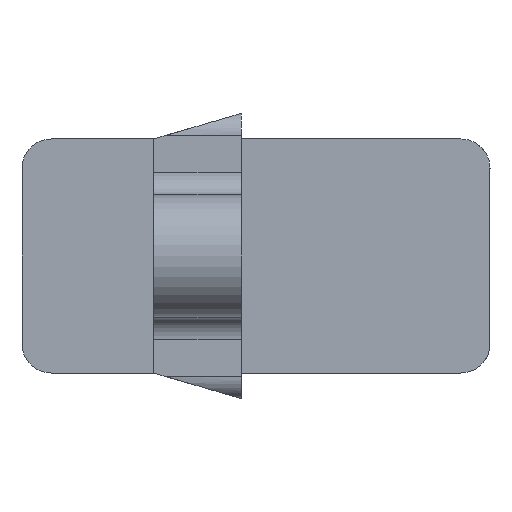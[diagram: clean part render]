
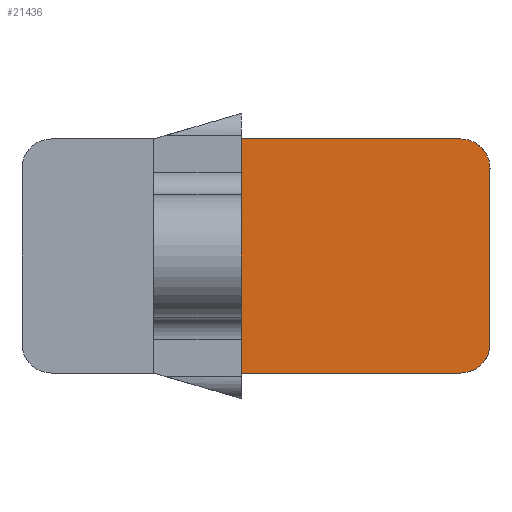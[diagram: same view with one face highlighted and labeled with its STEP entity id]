
A CAD part, left-side view. The second image highlights one B-rep face of the part: STEP entity #21436.
In plain terms, the highlighted planar face has unit normal (-1, 0, 0).
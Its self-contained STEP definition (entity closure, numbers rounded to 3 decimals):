
#5480=DIRECTION('',(0.,-1.,0.));
#5481=VECTOR('',#5480,15.);
#5482=CARTESIAN_POINT('',(-60.75,-3.,-8.));
#5483=LINE('',#5482,#5481);
#5484=DIRECTION('',(0.,0.,1.));
#5485=VECTOR('',#5484,16.);
#5486=CARTESIAN_POINT('',(-60.75,-3.,-8.));
#5487=LINE('',#5486,#5485);
#5488=DIRECTION('',(0.,-1.,0.));
#5489=VECTOR('',#5488,15.);
#5490=CARTESIAN_POINT('',(-60.75,-3.,8.));
#5491=LINE('',#5490,#5489);
#5492=CARTESIAN_POINT('',(-60.75,-18.,8.));
#5493=CARTESIAN_POINT('',(-60.75,-18.178,8.));
#5494=CARTESIAN_POINT('',(-60.75,-18.522,
7.954));
#5495=CARTESIAN_POINT('',(-60.75,-19.012,
7.752));
#5496=CARTESIAN_POINT('',(-60.75,-19.43,
7.43));
#5497=CARTESIAN_POINT('',(-60.75,-19.752,
7.014));
#5498=CARTESIAN_POINT('',(-60.75,-19.955,
6.515));
#5499=CARTESIAN_POINT('',(-60.75,-19.998,
6.192));
#5500=CARTESIAN_POINT('',(-60.75,-20.,
6.014));
#5502=CARTESIAN_POINT('',(-60.75,-18.,-6.));
#5503=DIRECTION('',(1.,0.,0.));
#5504=DIRECTION('',(0.,-1.,-0.01));
#5505=AXIS2_PLACEMENT_3D('',#5502,#5503,#5504);
#5567=DIRECTION('',(0.,0.,1.));
#5568=VECTOR('',#5567,12.035);
#5569=CARTESIAN_POINT('',(-60.75,-20.,
-6.021));
#5570=LINE('',#5569,#5568);
#10936=VERTEX_POINT('',#5492);
#10937=VERTEX_POINT('',#5500);
#10938=CARTESIAN_POINT('',(-60.75,-3.,8.));
#10939=VERTEX_POINT('',#10938);
#11056=CARTESIAN_POINT('',(-60.75,-3.,-8.));
#11057=CARTESIAN_POINT('',(-60.75,-18.,-8.));
#11058=VERTEX_POINT('',#11056);
#11059=VERTEX_POINT('',#11057);
#11060=CARTESIAN_POINT('',(-60.75,-20.,
-6.021));
#11061=VERTEX_POINT('',#11060);
#21418=CARTESIAN_POINT('',(-60.75,-3.,-9.75));
#21419=DIRECTION('',(-1.,0.,0.));
#21420=DIRECTION('',(0.,-1.,0.));
#21421=AXIS2_PLACEMENT_3D('',#21418,#21419,#21420);
#21422=PLANE('',#21421);
#21424=ORIENTED_EDGE('',*,*,#21423,.F.);
#21425=ORIENTED_EDGE('',*,*,#13191,.T.);
#21427=ORIENTED_EDGE('',*,*,#21426,.T.);
#21429=ORIENTED_EDGE('',*,*,#21428,.T.);
#21431=ORIENTED_EDGE('',*,*,#21430,.F.);
#21433=ORIENTED_EDGE('',*,*,#21432,.T.);
#21434=EDGE_LOOP('',(#21424,#21425,#21427,#21429,#21431,#21433));
#21435=FACE_OUTER_BOUND('',#21434,.F.);
#5501=B_SPLINE_CURVE_WITH_KNOTS('',3,(#5492,#5493,#5494,#5495,#5496,#5497,#5498,
#5499,#5500),.UNSPECIFIED.,.F.,.F.,(4,1,1,1,1,1,4),(0.,0.167,
0.333,0.5,0.667,0.833,1.),
.UNSPECIFIED.);
#5506=CIRCLE('',#5505,2.);
#13191=EDGE_CURVE('',#11058,#10939,#5487,.T.);
#21423=EDGE_CURVE('',#11058,#11059,#5483,.T.);
#21426=EDGE_CURVE('',#10939,#10936,#5491,.T.);
#21428=EDGE_CURVE('',#10936,#10937,#5501,.T.);
#21430=EDGE_CURVE('',#11061,#10937,#5570,.T.);
#21432=EDGE_CURVE('',#11061,#11059,#5506,.T.);
#21436=ADVANCED_FACE('',(#21435),#21422,.T.);
